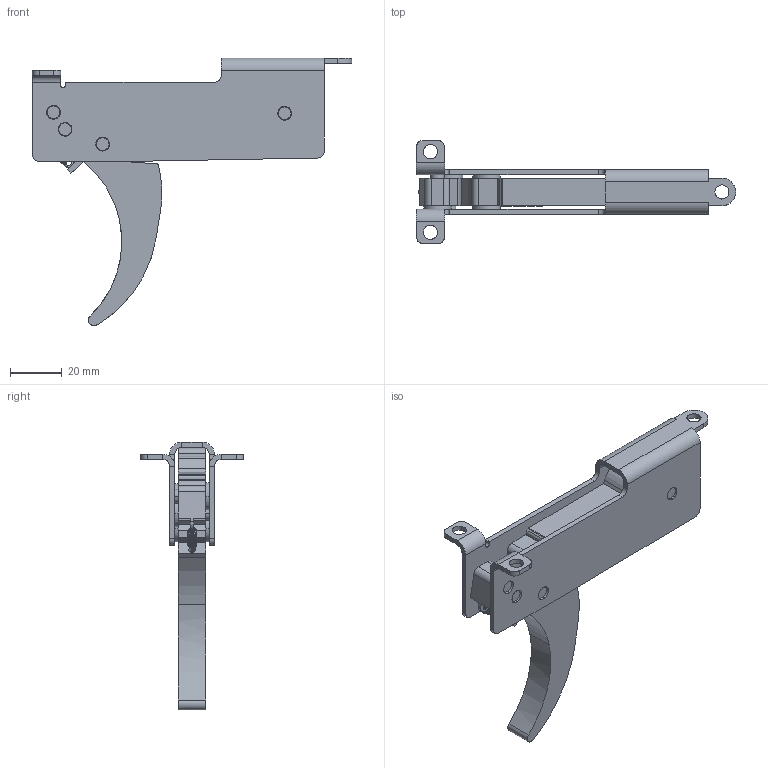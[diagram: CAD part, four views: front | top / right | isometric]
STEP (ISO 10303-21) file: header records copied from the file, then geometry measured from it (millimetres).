
FILE_DESCRIPTION(('FreeCAD Model'),'2;1');
FILE_NAME('Open CASCADE Shape Model','2025-05-05T16:41:28',('FreeCAD'),( 'FreeCAD'),'Open CASCADE STEP processor 7.6','FreeCAD','Unknown');
FILE_SCHEMA(('AUTOMOTIVE_DESIGN { 1 0 10303 214 1 1 1 1 }'));
Length unit declared in the file: millimetre
Products named in the file (1): Open CASCADE STEP translator 7.6 1
Bounding box: 123.88 x 39.96 x 103.73 mm (x, y, z)
Volume: 42454.1 mm3; surface area: 31008.2 mm2
Topology: 15 solids, 15 shells, 525 faces, 1159 edges, 664 vertices
Faces by surface type: bspline 525
Entity records: 22432 total; most frequent: CARTESIAN_POINT 15266, ORIENTED_EDGE 2318, EDGE_CURVE 1159, B_SPLINE_CURVE_WITH_KNOTS 937, VERTEX_POINT 664, FACE_BOUND 571, EDGE_LOOP 571, ADVANCED_FACE 525
